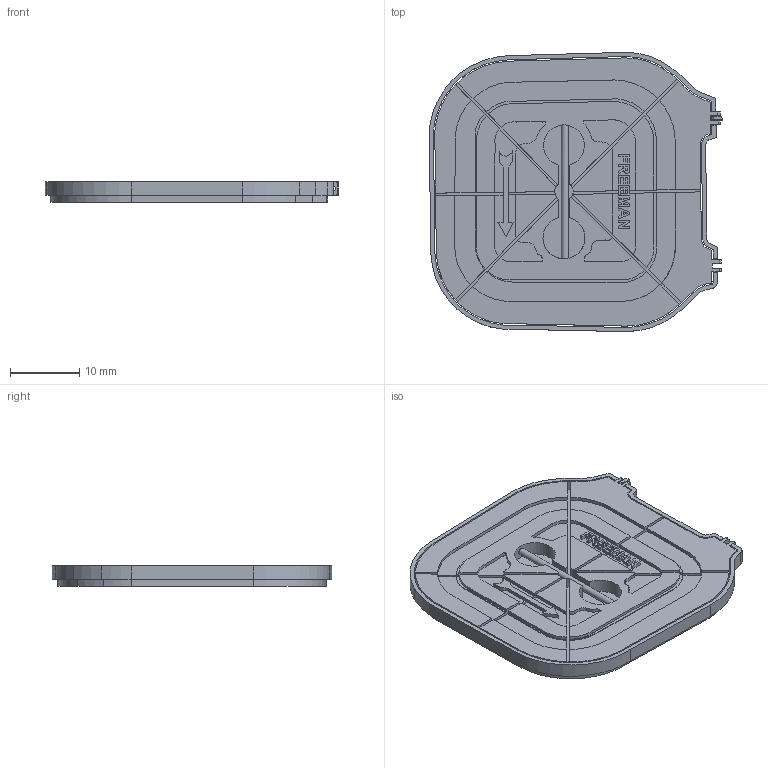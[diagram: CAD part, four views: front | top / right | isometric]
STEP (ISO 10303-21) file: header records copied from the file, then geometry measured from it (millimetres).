
FILE_DESCRIPTION(/* description */ (''),/* implementation_level */ '2;1');
FILE_NAME(/* name */ 'Vallauri Trappe de Pont.step',/* time_stamp */ '2021-12-23T10:48:00+01:00',/* author */ (''),/* organization */ (''),/* preprocessor_version */ 'ST-DEVELOPER v18.1',/* originating_system */ 'Autodesk Translation Framework v10.10.0.1391',/* authorisation */ '');
FILE_SCHEMA (('AUTOMOTIVE_DESIGN { 1 0 10303 214 3 1 1 }'));
Length unit declared in the file: millimetre
Products named in the file (1): Vallauri Trappe de Pont 2
Bounding box: 42.42 x 40.36 x 3 mm (x, y, z)
Volume: 3927.8 mm3; surface area: 4699.5 mm2
Topology: 11 solids, 11 shells, 427 faces, 1212 edges, 804 vertices
Faces by surface type: plane 308, cylinder 103, bspline 16
Full cylindrical faces by diameter (mm): 0.8 x5, 1 x1
Entity records: 14075 total; most frequent: CARTESIAN_POINT 2791, ORIENTED_EDGE 2428, DIRECTION 2228, EDGE_CURVE 1214, LINE 950, VECTOR 950, VERTEX_POINT 804, AXIS2_PLACEMENT_3D 639
